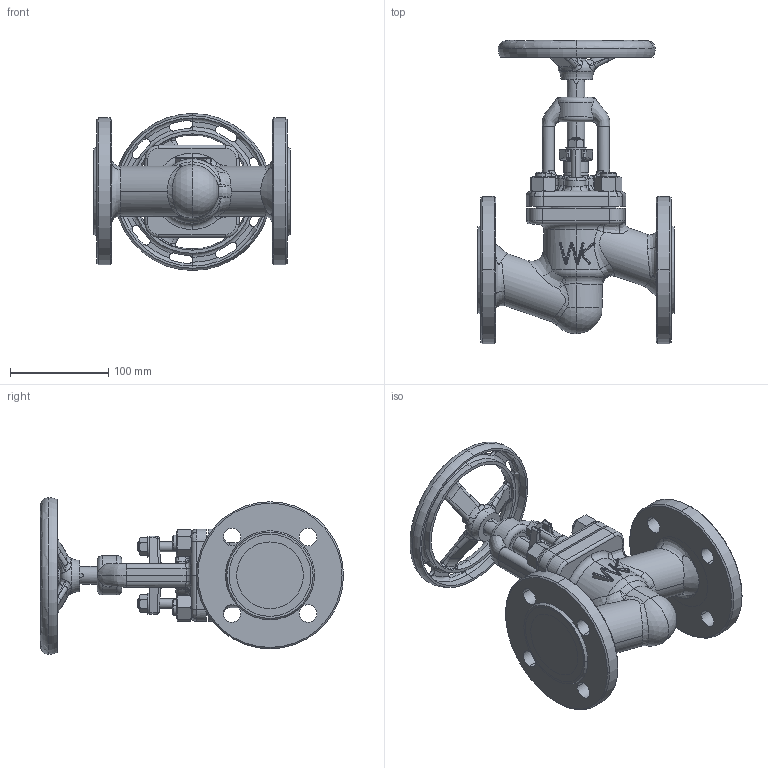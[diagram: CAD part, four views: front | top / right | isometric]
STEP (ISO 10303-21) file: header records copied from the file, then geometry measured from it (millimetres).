
FILE_DESCRIPTION (( 'STEP AP214' ), '1' );
FILE_NAME ('218 DN40.STEP', '2015-06-08T11:48:41', ( '' ), ( '' ), 'SwSTEP 2.0', 'SolidWorks 2015', '' );
FILE_SCHEMA (( 'AUTOMOTIVE_DESIGN' ));
Length unit declared in the file: millimetre
Products named in the file (1): 218 DN40
Bounding box: 200 x 309 x 160 mm (x, y, z)
Volume: 1676928.9 mm3; surface area: 229550.5 mm2
Topology: 1 solids, 1 shells, 820 faces, 2087 edges, 1244 vertices
Faces by surface type: cylinder 262, plane 210, bspline 182, cone 65, torus 64, sphere 37
Entity records: 43528 total; most frequent: CARTESIAN_POINT 19197, ORIENTED_EDGE 4116, DIRECTION 3468, EDGE_CURVE 2058, AXIS2_PLACEMENT_3D 1450, VERTEX_POINT 1243, EDGE_LOOP 879, ADVANCED_FACE 820
